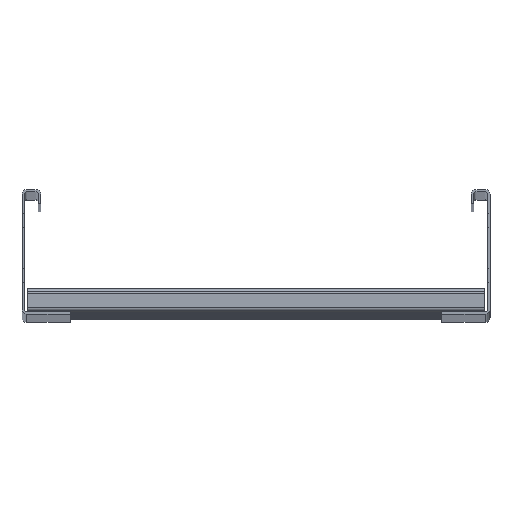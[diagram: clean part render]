
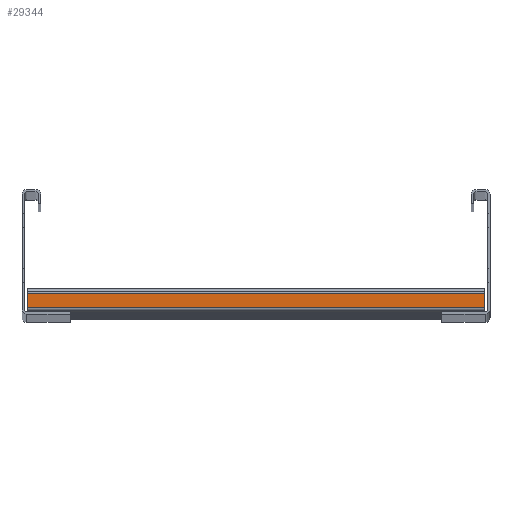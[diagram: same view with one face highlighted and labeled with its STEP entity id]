
A CAD part, top view. The second image highlights one B-rep face of the part: STEP entity #29344.
In plain terms, the highlighted planar face has unit normal (0, 0, 1).
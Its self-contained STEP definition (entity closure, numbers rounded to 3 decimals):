
#6621=DIRECTION('',(1.,0.,0.));
#6622=VECTOR('',#6621,293.);
#6623=CARTESIAN_POINT('',(-146.5,-35.5,1365.));
#6624=LINE('',#6623,#6622);
#6700=DIRECTION('',(0.,-1.,0.));
#6701=VECTOR('',#6700,9.);
#6702=CARTESIAN_POINT('',(-146.5,-26.5,1365.));
#6703=LINE('',#6702,#6701);
#6722=DIRECTION('',(0.,-1.,0.));
#6723=VECTOR('',#6722,9.);
#6724=CARTESIAN_POINT('',(146.5,-26.5,1365.));
#6725=LINE('',#6724,#6723);
#6801=DIRECTION('',(1.,0.,0.));
#6802=VECTOR('',#6801,293.);
#6803=CARTESIAN_POINT('',(-146.5,-26.5,1365.));
#6804=LINE('',#6803,#6802);
#14877=CARTESIAN_POINT('',(-146.5,-26.5,1365.));
#14878=CARTESIAN_POINT('',(-146.5,-35.5,1365.));
#14879=VERTEX_POINT('',#14877);
#14880=VERTEX_POINT('',#14878);
#14913=CARTESIAN_POINT('',(146.5,-26.5,1365.));
#14914=CARTESIAN_POINT('',(146.5,-35.5,1365.));
#14915=VERTEX_POINT('',#14913);
#14916=VERTEX_POINT('',#14914);
#29332=CARTESIAN_POINT('',(-146.5,-26.5,1365.));
#29333=DIRECTION('',(0.,0.,1.));
#29334=DIRECTION('',(0.,-1.,0.));
#29335=AXIS2_PLACEMENT_3D('',#29332,#29333,#29334);
#29336=PLANE('',#29335);
#29337=ORIENTED_EDGE('',*,*,#29252,.F.);
#29339=ORIENTED_EDGE('',*,*,#29338,.T.);
#29340=ORIENTED_EDGE('',*,*,#29293,.T.);
#29341=ORIENTED_EDGE('',*,*,#29202,.F.);
#29342=EDGE_LOOP('',(#29337,#29339,#29340,#29341));
#29343=FACE_OUTER_BOUND('',#29342,.F.);
#29344=ADVANCED_FACE('',(#29343),#29336,.T.);
#29202=EDGE_CURVE('',#14880,#14916,#6624,.T.);
#29252=EDGE_CURVE('',#14879,#14880,#6703,.T.);
#29293=EDGE_CURVE('',#14915,#14916,#6725,.T.);
#29338=EDGE_CURVE('',#14879,#14915,#6804,.T.);
